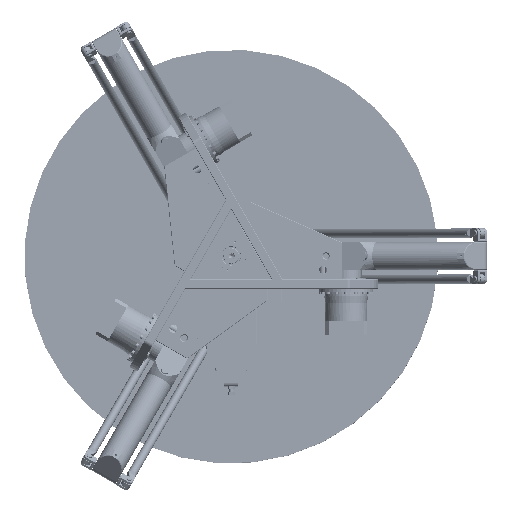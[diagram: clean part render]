
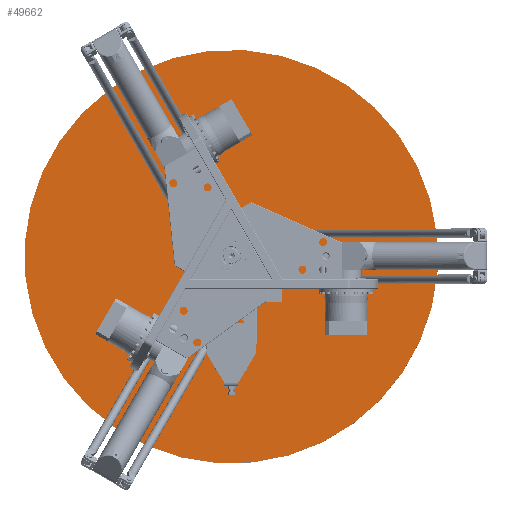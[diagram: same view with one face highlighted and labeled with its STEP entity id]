
A CAD part, top view. The second image highlights one B-rep face of the part: STEP entity #49662.
In plain terms, the highlighted planar face has unit normal (0, 0, 1).
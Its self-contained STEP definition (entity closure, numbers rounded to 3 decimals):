
#4388=CIRCLE('',#54522,450.);
#7359=FACE_OUTER_BOUND('',#10659,.T.);
#10659=EDGE_LOOP('',(#39657));
#22148=VERTEX_POINT('',#110452);
#28218=EDGE_CURVE('',#22148,#22148,#4388,.T.);
#39657=ORIENTED_EDGE('',*,*,#28218,.F.);
#45920=PLANE('',#54523);
#49662=ADVANCED_FACE('',(#7359),#45920,.F.);
#54522=AXIS2_PLACEMENT_3D('',#110453,#65317,#65318);
#54523=AXIS2_PLACEMENT_3D('',#110455,#65320,#65321);
#65317=DIRECTION('center_axis',(0.,0.,-1.));
#65318=DIRECTION('ref_axis',(-1.,0.,0.));
#65320=DIRECTION('center_axis',(0.,0.,-1.));
#65321=DIRECTION('ref_axis',(-1.,0.,0.));
#110452=CARTESIAN_POINT('',(450.,0.,100.));
#110453=CARTESIAN_POINT('Origin',(0.,0.,100.));
#110455=CARTESIAN_POINT('Origin',(0.,0.,100.));
